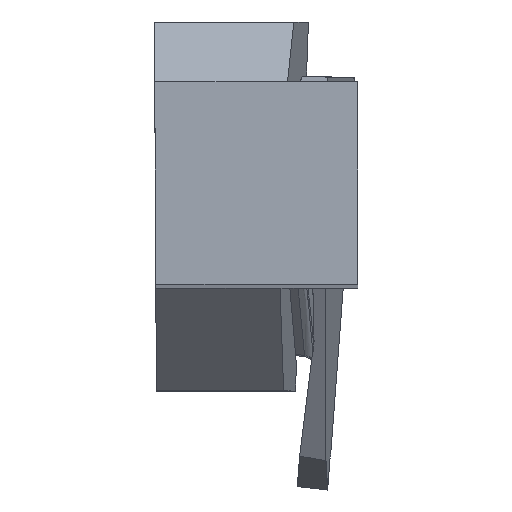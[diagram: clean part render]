
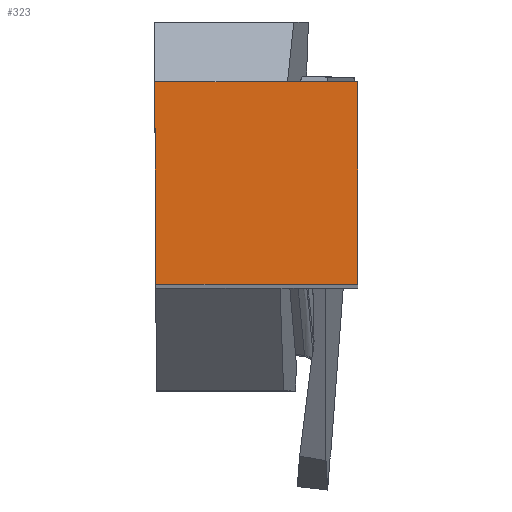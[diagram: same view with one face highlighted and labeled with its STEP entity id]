
A CAD part, top view. The second image highlights one B-rep face of the part: STEP entity #323.
In plain terms, the highlighted planar face has unit normal (0, 0, 1).
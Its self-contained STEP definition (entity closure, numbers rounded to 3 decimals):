
#323=ADVANCED_FACE('BLANK_BOXF006',(#497),#440,.F.);
#440=PLANE('',#2233);
#497=FACE_OUTER_BOUND('',#615,.T.);
#615=EDGE_LOOP('',(#787,#788,#789,#790));
#787=ORIENTED_EDGE('',*,*,#1559,.F.);
#788=ORIENTED_EDGE('',*,*,#1561,.T.);
#789=ORIENTED_EDGE('',*,*,#1532,.F.);
#790=ORIENTED_EDGE('',*,*,#1562,.F.);
#1340=VERTEX_POINT('',#3012);
#1341=VERTEX_POINT('',#3014);
#1359=VERTEX_POINT('',#3064);
#1360=VERTEX_POINT('',#3066);
#1532=EDGE_CURVE('',#1340,#1341,#1833,.T.);
#1559=EDGE_CURVE('',#1359,#1360,#1860,.T.);
#1561=EDGE_CURVE('',#1359,#1341,#1862,.T.);
#1562=EDGE_CURVE('',#1360,#1340,#1863,.T.);
#1833=LINE('',#3013,#1990);
#1860=LINE('',#3065,#2017);
#1862=LINE('',#3069,#2019);
#1863=LINE('',#3070,#2020);
#1990=VECTOR('',#2450,1.);
#2017=VECTOR('',#2489,1.);
#2019=VECTOR('',#2493,1.);
#2020=VECTOR('',#2494,1.);
#2233=AXIS2_PLACEMENT_3D('',#3071,#2495,#2496);
#2450=DIRECTION('',(-0.005,1.,0.));
#2489=DIRECTION('',(0.,-1.,0.));
#2493=DIRECTION('',(-1.,0.,0.));
#2494=DIRECTION('',(-1.,0.,0.));
#2495=DIRECTION('',(0.,0.,-1.));
#2496=DIRECTION('',(-1.,0.,0.));
#3012=CARTESIAN_POINT('',(0.052,0.,0.));
#3013=CARTESIAN_POINT('',(-0.016,12.917,0.));
#3014=CARTESIAN_POINT('',(0.,9.9,0.));
#3064=CARTESIAN_POINT('',(9.9,9.9,0.));
#3065=CARTESIAN_POINT('',(9.9,13.,0.));
#3066=CARTESIAN_POINT('',(9.9,0.,0.));
#3069=CARTESIAN_POINT('',(20.,9.9,0.));
#3070=CARTESIAN_POINT('',(20.,0.,0.));
#3071=CARTESIAN_POINT('',(15.9,13.,0.));
